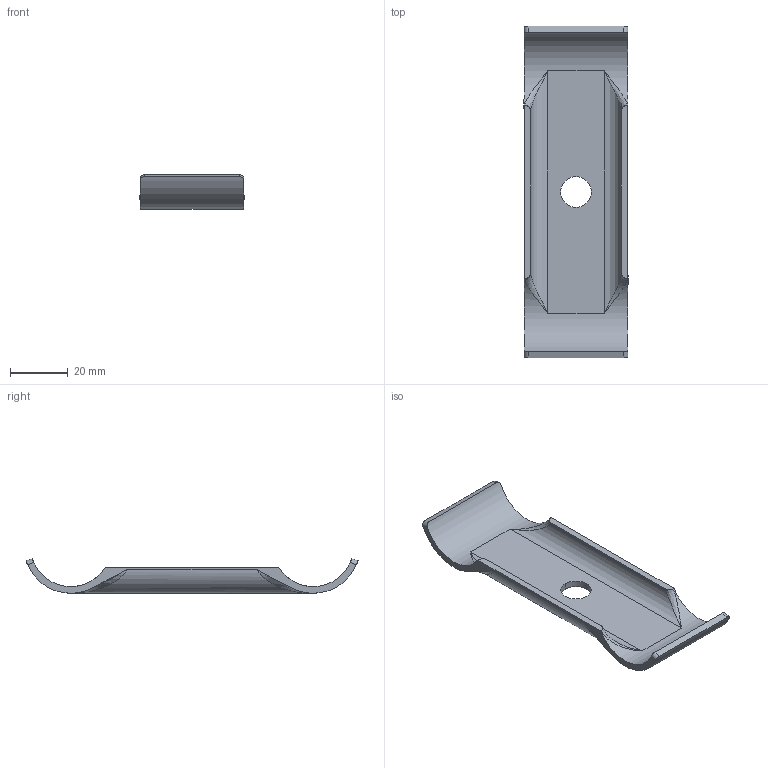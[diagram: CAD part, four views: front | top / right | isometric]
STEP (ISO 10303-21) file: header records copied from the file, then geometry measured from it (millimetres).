
FILE_DESCRIPTION((''),'2;1');
FILE_NAME('FH-1001A','2021-06-01T08:15:49',('Administrator'),(''),'CREO PARAMETRIC BY PTC INC, 2019224','CREO PARAMETRIC BY PTC INC, 2019224','');
FILE_SCHEMA(('CONFIG_CONTROL_DESIGN'));
Length unit declared in the file: millimetre
Products named in the file (1): FH-1001A
Bounding box: 36.06 x 115 x 11.97 mm (x, y, z)
Volume: 11037.5 mm3; surface area: 10376.9 mm2
Topology: 1 solids, 1 shells, 36 faces, 90 edges, 56 vertices
Faces by surface type: cylinder 14, plane 10, bspline 8, torus 4
Entity records: 1617 total; most frequent: CARTESIAN_POINT 803, ORIENTED_EDGE 180, DIRECTION 130, EDGE_CURVE 90, VERTEX_POINT 56, AXIS2_PLACEMENT_3D 48, EDGE_LOOP 38, FACE_OUTER_BOUND 36
